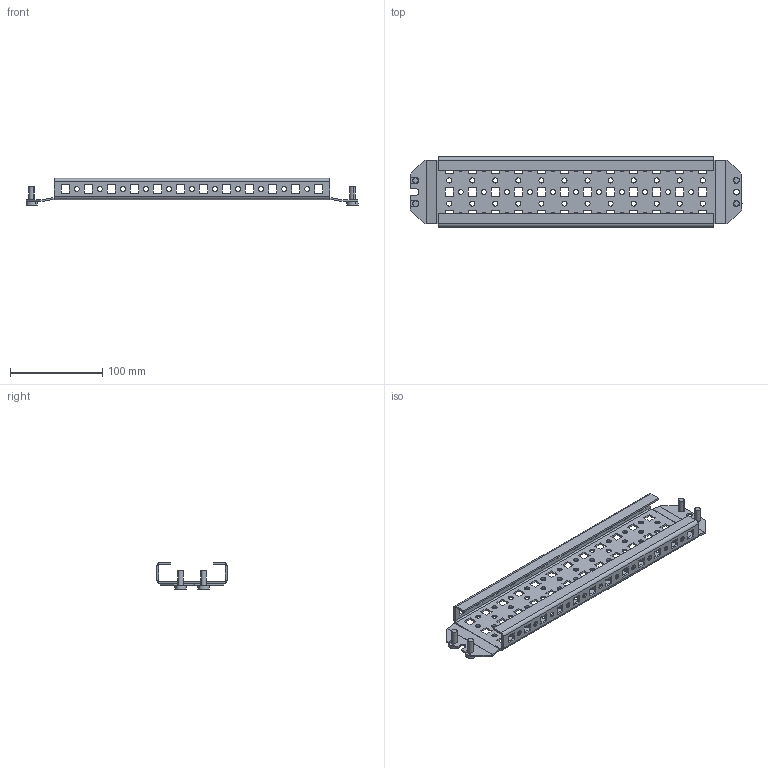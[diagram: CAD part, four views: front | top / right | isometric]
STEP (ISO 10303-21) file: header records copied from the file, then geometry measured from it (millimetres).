
FILE_DESCRIPTION (( 'STEP AP214' ), '1' );
FILE_NAME ('ARW400 Ðåéêà øèðîêàÿ_èçâ0009_05.18.step', '2020-11-05T13:41:05', ( '' ), ( '' ), 'SwSTEP 2.0', 'SolidWorks 2019', '' );
FILE_SCHEMA (( 'AUTOMOTIVE_DESIGN' ));
Length unit declared in the file: millimetre
Products named in the file (3): ARW400 Ðåéêà øèðîêàÿ_èçâ0009_05.18; AVT001.00.01.01 Ðåéêà øèðîêàÿ_èçâ0009_05.18_00; Âèíò ñàìîíàðåçàþùèé Ì6 DIN 7516À_6å16
Assembly tree (5 placements, depth 2):
  ARW400 Ðåéêà øèðîêàÿ_èçâ0009_05.18
    AVT001.00.01.01 Ðåéêà øèðîêàÿ_èçâ0009_05.18_00
    Âèíò ñàìîíàðåçàþùèé Ì6 DIN 7516À_6å16  x4
Bounding box: 360 x 76 x 29.59 mm (x, y, z)
Volume: 80551.2 mm3; surface area: 89198.7 mm2
Topology: 5 solids, 5 shells, 578 faces, 1628 edges, 1064 vertices
Faces by surface type: plane 371, cylinder 199, sphere 8
Entity records: 17402 total; most frequent: CARTESIAN_POINT 2945, ORIENTED_EDGE 2932, DIRECTION 2904, EDGE_CURVE 1466, LINE 1074, VECTOR 1074, VERTEX_POINT 956, AXIS2_PLACEMENT_3D 915
